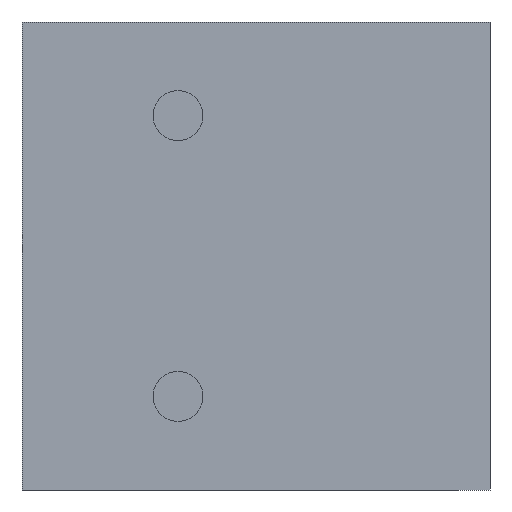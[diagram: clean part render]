
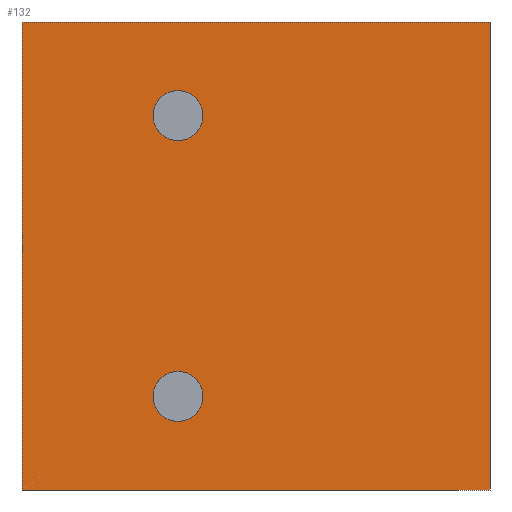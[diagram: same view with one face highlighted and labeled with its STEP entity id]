
A CAD part, left-side view. The second image highlights one B-rep face of the part: STEP entity #132.
In plain terms, the highlighted planar face has unit normal (-1, 0, 0).
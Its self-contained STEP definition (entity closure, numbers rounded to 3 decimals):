
#132=ADVANCED_FACE('',(#296,#297,#298),#159,.F.);
#159=PLANE('',#703);
#188=LINE('',#938,#243);
#209=LINE('',#1008,#264);
#210=LINE('',#1010,#265);
#211=LINE('',#1012,#266);
#243=VECTOR('',#761,1.);
#264=VECTOR('',#816,1.);
#265=VECTOR('',#817,1.);
#266=VECTOR('',#818,1.);
#296=FACE_BOUND('',#328,.T.);
#297=FACE_BOUND('',#329,.T.);
#298=FACE_BOUND('',#330,.T.);
#328=EDGE_LOOP('',(#423));
#329=EDGE_LOOP('',(#424));
#330=EDGE_LOOP('',(#425,#426,#427,#428));
#423=ORIENTED_EDGE('',*,*,#629,.T.);
#424=ORIENTED_EDGE('',*,*,#630,.T.);
#425=ORIENTED_EDGE('',*,*,#631,.T.);
#426=ORIENTED_EDGE('',*,*,#597,.F.);
#427=ORIENTED_EDGE('',*,*,#632,.F.);
#428=ORIENTED_EDGE('',*,*,#633,.T.);
#541=VERTEX_POINT('',#937);
#542=VERTEX_POINT('',#939);
#565=VERTEX_POINT('',#1005);
#566=VERTEX_POINT('',#1007);
#567=VERTEX_POINT('',#1009);
#568=VERTEX_POINT('',#1011);
#597=EDGE_CURVE('',#541,#542,#188,.T.);
#629=EDGE_CURVE('',#565,#565,#671,.T.);
#630=EDGE_CURVE('',#566,#566,#672,.T.);
#631=EDGE_CURVE('',#567,#542,#209,.T.);
#632=EDGE_CURVE('',#568,#541,#210,.T.);
#633=EDGE_CURVE('',#568,#567,#211,.T.);
#671=CIRCLE('',#701,3.2);
#672=CIRCLE('',#702,3.2);
#701=AXIS2_PLACEMENT_3D('',#1004,#812,#813);
#702=AXIS2_PLACEMENT_3D('',#1006,#814,#815);
#703=AXIS2_PLACEMENT_3D('',#1013,#819,#820);
#761=DIRECTION('',(0.,0.,-1.));
#812=DIRECTION('',(1.,0.,0.));
#813=DIRECTION('',(0.,0.,-1.));
#814=DIRECTION('',(1.,0.,0.));
#815=DIRECTION('',(0.,0.,-1.));
#816=DIRECTION('',(0.,-1.,0.));
#817=DIRECTION('',(0.,-1.,0.));
#818=DIRECTION('',(0.,0.,-1.));
#819=DIRECTION('',(1.,0.,0.));
#820=DIRECTION('',(0.,0.,-1.));
#937=CARTESIAN_POINT('',(0.,0.,60.));
#938=CARTESIAN_POINT('',(0.,0.,60.));
#939=CARTESIAN_POINT('',(0.,0.,0.));
#1004=CARTESIAN_POINT('',(0.,40.,12.));
#1005=CARTESIAN_POINT('',(0.,40.,8.8));
#1006=CARTESIAN_POINT('',(0.,40.,48.));
#1007=CARTESIAN_POINT('',(0.,40.,44.8));
#1008=CARTESIAN_POINT('',(0.,60.,0.));
#1009=CARTESIAN_POINT('',(0.,60.,0.));
#1010=CARTESIAN_POINT('',(0.,60.,60.));
#1011=CARTESIAN_POINT('',(0.,60.,60.));
#1012=CARTESIAN_POINT('',(0.,60.,60.));
#1013=CARTESIAN_POINT('',(0.,60.,60.));
